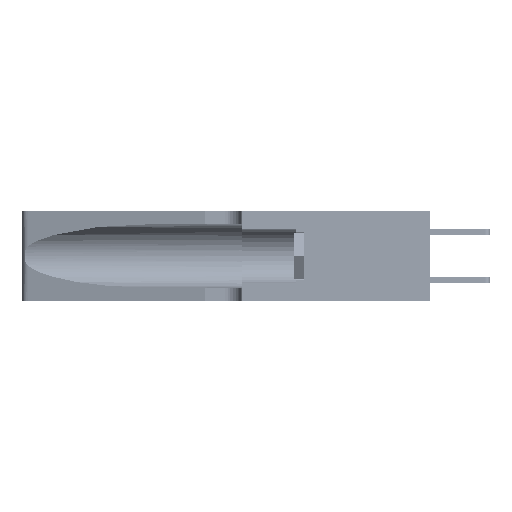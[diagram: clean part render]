
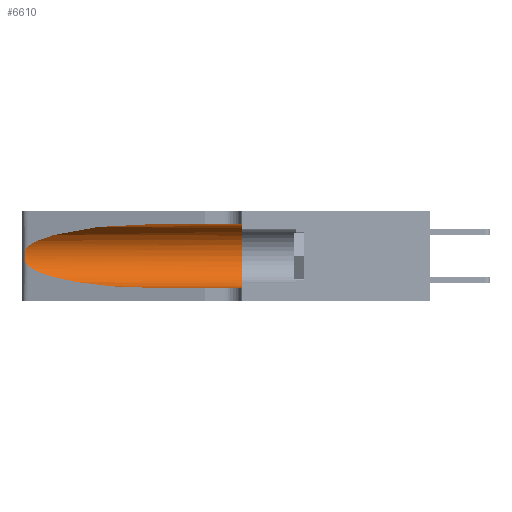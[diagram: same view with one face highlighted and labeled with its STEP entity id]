
A CAD part, left-side view. The second image highlights one B-rep face of the part: STEP entity #6610.
In plain terms, the highlighted cylindrical face has radius 3.308 mm (diameter 6.617 mm), a partial arc.
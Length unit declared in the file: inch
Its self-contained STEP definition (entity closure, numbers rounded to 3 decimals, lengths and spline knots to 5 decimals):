
#1441 = DIRECTION ( 'NONE',  ( 0., -1., 0. ) ) ;
#1745 = CARTESIAN_POINT ( 'NONE',  ( 0.18966, 0.96281, 0.05475 ) ) ;
#2113 = VECTOR ( 'NONE', #42910, 39.37008 ) ;
#3634 = VERTEX_POINT ( 'NONE', #33714 ) ;
#4980 = VERTEX_POINT ( 'NONE', #50299 ) ;
#5089 = CARTESIAN_POINT ( 'NONE',  ( 0.25639, 1.23186, 0.15144 ) ) ;
#5269 = CARTESIAN_POINT ( 'NONE',  ( 0.25487, 1.22718, 0.14631 ) ) ;
#5735 = CARTESIAN_POINT ( 'NONE',  ( 0.25487, 1.22718, 0.22369 ) ) ;
#5750 = EDGE_CURVE ( 'NONE', #7541, #4980, #22087, .T. ) ;
#5856 = CARTESIAN_POINT ( 'NONE',  ( 0.1305, 0.72297, 0.05475 ) ) ;
#6610 = ADVANCED_FACE ( 'NONE', ( #50258 ), #43504, .F. ) ;
#7541 = VERTEX_POINT ( 'NONE', #11247 ) ;
#9474 = LINE ( 'NONE', #38949, #2113 ) ;
#9875 = VERTEX_POINT ( 'NONE', #5735 ) ;
#10541 = EDGE_CURVE ( 'NONE', #33966, #3634, #9474, .T. ) ;
#11247 = CARTESIAN_POINT ( 'NONE',  ( 0.1305, 0.72297, 0.05475 ) ) ;
#12614 = CARTESIAN_POINT ( 'NONE',  ( 0.25856, 1.23593, 0.16098 ) ) ;
#12865 = VECTOR ( 'NONE', #28244, 39.37008 ) ;
#13134 = ORIENTED_EDGE ( 'NONE', *, *, #19388, .F. ) ;
#13970 = EDGE_CURVE ( 'NONE', #9875, #30208, #22366, .T. ) ;
#16732 = CARTESIAN_POINT ( 'NONE',  ( 0.25555, 1.22994, 0.2215 ) ) ;
#18957 = CARTESIAN_POINT ( 'NONE',  ( 0.25487, 1.22718, 0.22369 ) ) ;
#19388 = EDGE_CURVE ( 'NONE', #3634, #4980, #27274, .T. ) ;
#20148 = CARTESIAN_POINT ( 'NONE',  ( 0.25487, 1.22718, 0.22369 ) ) ;
#21263 = CARTESIAN_POINT ( 'NONE',  ( 0.25487, 1.22718, 0.14631 ) ) ;
#22087 = LINE ( 'NONE', #39231, #12865 ) ;
#22366 = B_SPLINE_CURVE_WITH_KNOTS ( 'NONE', 3,
 ( #20148, #16732, #43865, #48162, #28592, #36130, #47821, #32195, #24656, #12614, #36300, #5089, #25498, #5269 ),
 .UNSPECIFIED., .F., .F.,
 ( 4, 2, 2, 2, 2, 2, 4 ),
 ( 0., 0.00027, 0.00053, 0.00107, 0.0016, 0.00187, 0.00214 ),
 .UNSPECIFIED. ) ;
#22893 = ORIENTED_EDGE ( 'NONE', *, *, #25867, .T. ) ;
#24656 = CARTESIAN_POINT ( 'NONE',  ( 0.26017, 1.23833, 0.17102 ) ) ;
#25109 = CARTESIAN_POINT ( 'NONE',  ( 0.1305, 1.61858, 0.185 ) ) ;
#25231 = CARTESIAN_POINT ( 'NONE',  ( 0.2373, 1.15595, 0.08982 ) ) ;
#25498 = CARTESIAN_POINT ( 'NONE',  ( 0.25555, 1.22993, 0.14849 ) ) ;
#25867 = EDGE_CURVE ( 'NONE', #33966, #9875, #45991, .T. ) ;
#27274 = CIRCLE ( 'NONE', #30162, 0.13025 ) ;
#28244 = DIRECTION ( 'NONE',  ( 0., -1., 0. ) ) ;
#28592 = CARTESIAN_POINT ( 'NONE',  ( 0.25854, 1.2359, 0.20912 ) ) ;
#28880 = DIRECTION ( 'NONE',  ( 0., 0., -1. ) ) ;
#29355 = CARTESIAN_POINT ( 'NONE',  ( 0.1305, 0.35, 0.185 ) ) ;
#29621 = CARTESIAN_POINT ( 'NONE',  ( 0.1305, 0.72297, 0.31525 ) ) ;
#30162 = AXIS2_PLACEMENT_3D ( 'NONE', #29355, #44955, #37253 ) ;
#30208 = VERTEX_POINT ( 'NONE', #39663 ) ;
#30530 = ORIENTED_EDGE ( 'NONE', *, *, #5750, .T. ) ;
#32148 = EDGE_LOOP ( 'NONE', ( #22893, #36985, #35286, #30530, #13134, #33193 ) ) ;
#32195 = CARTESIAN_POINT ( 'NONE',  ( 0.26075, 1.23896, 0.178 ) ) ;
#32625 = EDGE_CURVE ( 'NONE', #30208, #7541, #33086, .T. ) ;
#33086 =( BOUNDED_CURVE ( )  B_SPLINE_CURVE ( 3, ( #21263, #25231, #1745, #5856 ),
 .UNSPECIFIED., .F., .T. ) 
 B_SPLINE_CURVE_WITH_KNOTS ( ( 4, 4 ),
 ( 3.44316, 4.71239 ),
 .UNSPECIFIED. ) 
 CURVE ( )  GEOMETRIC_REPRESENTATION_ITEM ( )  RATIONAL_B_SPLINE_CURVE ( ( 1., 0.87, 0.87, 1. ) ) 
 REPRESENTATION_ITEM ( '' )  );
#33193 = ORIENTED_EDGE ( 'NONE', *, *, #10541, .F. ) ;
#33582 = CARTESIAN_POINT ( 'NONE',  ( 0.18966, 0.96281, 0.31525 ) ) ;
#33714 = CARTESIAN_POINT ( 'NONE',  ( 0.1305, 0.35, 0.31525 ) ) ;
#33966 = VERTEX_POINT ( 'NONE', #35208 ) ;
#35208 = CARTESIAN_POINT ( 'NONE',  ( 0.1305, 0.72297, 0.31525 ) ) ;
#35286 = ORIENTED_EDGE ( 'NONE', *, *, #32625, .T. ) ;
#36130 = CARTESIAN_POINT ( 'NONE',  ( 0.26018, 1.23835, 0.19895 ) ) ;
#36240 = AXIS2_PLACEMENT_3D ( 'NONE', #25109, #1441, #28880 ) ;
#36300 = CARTESIAN_POINT ( 'NONE',  ( 0.25789, 1.23486, 0.15765 ) ) ;
#36985 = ORIENTED_EDGE ( 'NONE', *, *, #13970, .T. ) ;
#37253 = DIRECTION ( 'NONE',  ( 0., 0., 1. ) ) ;
#38949 = CARTESIAN_POINT ( 'NONE',  ( 0.1305, 1.61858, 0.31525 ) ) ;
#39231 = CARTESIAN_POINT ( 'NONE',  ( 0.1305, 1.61858, 0.05475 ) ) ;
#39663 = CARTESIAN_POINT ( 'NONE',  ( 0.25487, 1.22718, 0.14631 ) ) ;
#42910 = DIRECTION ( 'NONE',  ( 0., -1., 0. ) ) ;
#43504 = CYLINDRICAL_SURFACE ( 'NONE', #36240, 0.13025 ) ;
#43865 = CARTESIAN_POINT ( 'NONE',  ( 0.25639, 1.23184, 0.21858 ) ) ;
#44955 = DIRECTION ( 'NONE',  ( 0., 1., 0. ) ) ;
#45991 =( BOUNDED_CURVE ( )  B_SPLINE_CURVE ( 3, ( #29621, #33582, #46757, #18957 ),
 .UNSPECIFIED., .F., .F. ) 
 B_SPLINE_CURVE_WITH_KNOTS ( ( 4, 4 ),
 ( 1.5708, 2.84003 ),
 .UNSPECIFIED. ) 
 CURVE ( )  GEOMETRIC_REPRESENTATION_ITEM ( )  RATIONAL_B_SPLINE_CURVE ( ( 1., 0.87, 0.87, 1. ) ) 
 REPRESENTATION_ITEM ( '' )  );
#46757 = CARTESIAN_POINT ( 'NONE',  ( 0.2373, 1.15595, 0.28018 ) ) ;
#47821 = CARTESIAN_POINT ( 'NONE',  ( 0.26075, 1.23896, 0.19203 ) ) ;
#48162 = CARTESIAN_POINT ( 'NONE',  ( 0.25787, 1.23484, 0.2124 ) ) ;
#50258 = FACE_OUTER_BOUND ( 'NONE', #32148, .T. ) ;
#50299 = CARTESIAN_POINT ( 'NONE',  ( 0.1305, 0.35, 0.05475 ) ) ;
